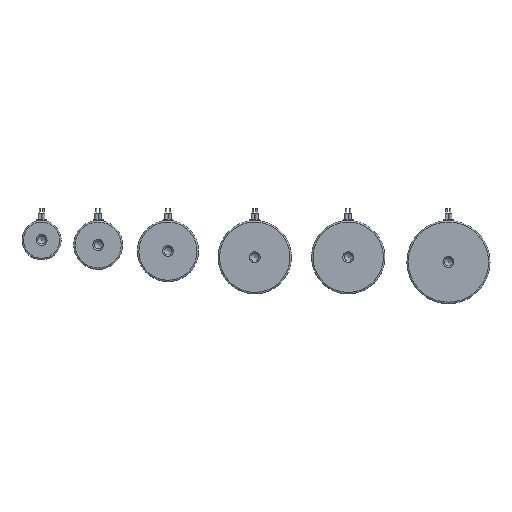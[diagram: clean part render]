
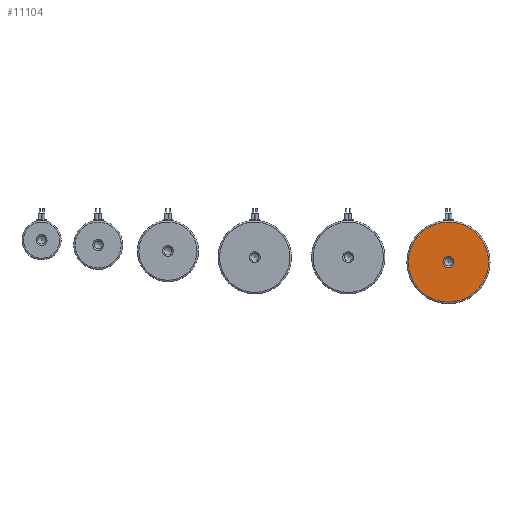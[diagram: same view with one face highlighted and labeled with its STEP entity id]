
A CAD part, front view. The second image highlights one B-rep face of the part: STEP entity #11104.
In plain terms, the highlighted planar face has unit normal (0, -1, 0).
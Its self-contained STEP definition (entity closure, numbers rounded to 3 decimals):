
#11104=ADVANCED_FACE('',(#11105,#11116),#11127,.F.);
#11105=FACE_BOUND('',#11106,.T.);
#11106=EDGE_LOOP('',(#11107));
#11107=ORIENTED_EDGE('',*,*,#11108,.T.);
#11108=EDGE_CURVE('',#11109,#11109,#11111,.T.);
#11109=VERTEX_POINT('',#11110);
#11110=CARTESIAN_POINT('',(0.,0.0,16.4));
#11111=CIRCLE('',#11112,16.4);
#11112=AXIS2_PLACEMENT_3D('',#11113,#11114,#11115);
#11113=CARTESIAN_POINT('',(0.0,0.0,0.0));
#11114=DIRECTION('',(0.0,-1.0,0.0));
#11115=DIRECTION('',(0.0,0.0,1.0));
#11116=FACE_BOUND('',#11117,.T.);
#11117=EDGE_LOOP('',(#11118));
#11118=ORIENTED_EDGE('',*,*,#11119,.T.);
#11119=EDGE_CURVE('',#11120,#11120,#11122,.F.);
#11120=VERTEX_POINT('',#11121);
#11121=CARTESIAN_POINT('',(0.,0.0,-2.25));
#11122=CIRCLE('',#11123,2.25);
#11123=AXIS2_PLACEMENT_3D('',#11124,#11125,#11126);
#11124=CARTESIAN_POINT('',(0.0,0.0,0.0));
#11125=DIRECTION('',(0.0,-1.0,0.0));
#11126=DIRECTION('',(0.0,0.0,-1.0));
#11127=PLANE('',#11128);
#11128=AXIS2_PLACEMENT_3D('',#11129,#11130,#11131);
#11129=CARTESIAN_POINT('',(0.0,0.0,0.0));
#11130=DIRECTION('',(0.0,1.0,0.0));
#11131=DIRECTION('',(0.0,0.0,1.0));
